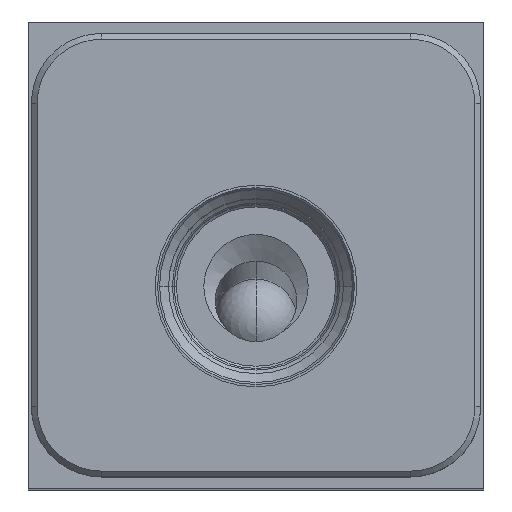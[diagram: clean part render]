
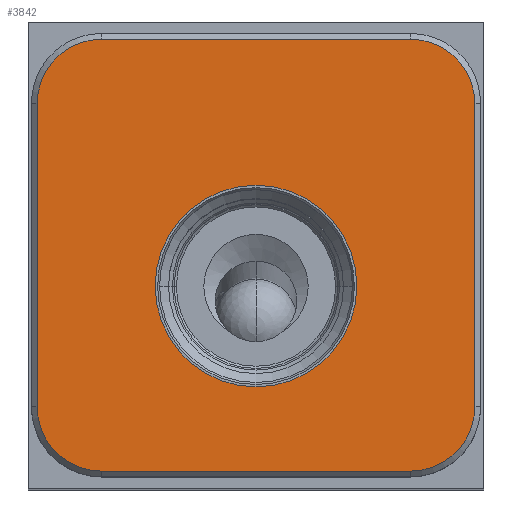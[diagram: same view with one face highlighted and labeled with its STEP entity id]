
A CAD part, top view. The second image highlights one B-rep face of the part: STEP entity #3842.
In plain terms, the highlighted planar face has unit normal (0, 0, 1).
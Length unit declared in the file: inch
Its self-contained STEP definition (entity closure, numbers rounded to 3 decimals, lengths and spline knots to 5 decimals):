
#929=CARTESIAN_POINT('',(2.047,-2.062,4.625));
#930=DIRECTION('',(0.,0.,-1.));
#931=DIRECTION('',(1.,0.,0.));
#932=AXIS2_PLACEMENT_3D('',#929,#930,#931);
#943=CARTESIAN_POINT('',(1.219,-1.415,4.625));
#944=DIRECTION('',(0.,0.,-1.));
#945=DIRECTION('',(-1.,0.,0.));
#946=AXIS2_PLACEMENT_3D('',#943,#944,#945);
#948=CARTESIAN_POINT('',(1.219,-1.415,4.625));
#949=DIRECTION('',(0.,0.,-1.));
#950=DIRECTION('',(1.,0.,0.));
#951=AXIS2_PLACEMENT_3D('',#948,#949,#950);
#953=DIRECTION('',(-1.,0.,0.));
#954=VECTOR('',#953,1.656);
#955=CARTESIAN_POINT('',(2.047,-2.406,4.625));
#956=LINE('',#955,#954);
#973=CARTESIAN_POINT('',(0.391,-2.062,4.625));
#974=DIRECTION('',(0.,0.,-1.));
#975=DIRECTION('',(0.,-1.,0.));
#976=AXIS2_PLACEMENT_3D('',#973,#974,#975);
#991=DIRECTION('',(0.,1.,0.));
#992=VECTOR('',#991,1.625);
#993=CARTESIAN_POINT('',(0.047,-2.062,4.625));
#994=LINE('',#993,#992);
#1007=CARTESIAN_POINT('',(0.391,-0.437,4.625));
#1008=DIRECTION('',(0.,0.,-1.));
#1009=DIRECTION('',(-1.,0.,0.));
#1010=AXIS2_PLACEMENT_3D('',#1007,#1008,#1009);
#1021=DIRECTION('',(1.,0.,0.));
#1022=VECTOR('',#1021,1.656);
#1023=CARTESIAN_POINT('',(0.391,-0.093,4.625));
#1024=LINE('',#1023,#1022);
#1041=CARTESIAN_POINT('',(2.047,-0.437,4.625));
#1042=DIRECTION('',(0.,0.,-1.));
#1043=DIRECTION('',(0.,1.,0.));
#1044=AXIS2_PLACEMENT_3D('',#1041,#1042,#1043);
#1055=DIRECTION('',(0.,-1.,0.));
#1056=VECTOR('',#1055,1.625);
#1057=CARTESIAN_POINT('',(2.391,-0.437,4.625));
#1058=LINE('',#1057,#1056);
#2770=CARTESIAN_POINT('',(0.047,-2.062,4.625));
#2771=CARTESIAN_POINT('',(0.047,-0.437,4.625));
#2772=VERTEX_POINT('',#2770);
#2773=VERTEX_POINT('',#2771);
#2778=CARTESIAN_POINT('',(0.391,-0.093,4.625));
#2779=VERTEX_POINT('',#2778);
#2782=CARTESIAN_POINT('',(2.047,-0.093,4.625));
#2783=VERTEX_POINT('',#2782);
#2786=CARTESIAN_POINT('',(2.391,-0.437,4.625));
#2787=VERTEX_POINT('',#2786);
#2790=CARTESIAN_POINT('',(2.391,-2.062,4.625));
#2791=VERTEX_POINT('',#2790);
#2794=CARTESIAN_POINT('',(2.047,-2.406,4.625));
#2795=VERTEX_POINT('',#2794);
#2798=CARTESIAN_POINT('',(0.391,-2.406,4.625));
#2799=VERTEX_POINT('',#2798);
#2842=CARTESIAN_POINT('',(0.679,-1.415,4.625));
#2843=CARTESIAN_POINT('',(1.759,-1.415,4.625));
#2844=VERTEX_POINT('',#2842);
#2845=VERTEX_POINT('',#2843);
#3814=CARTESIAN_POINT('',(0.,0.,4.625));
#3815=DIRECTION('',(0.,0.,1.));
#3816=DIRECTION('',(1.,0.,0.));
#3817=AXIS2_PLACEMENT_3D('',#3814,#3815,#3816);
#3818=PLANE('',#3817);
#3819=ORIENTED_EDGE('',*,*,#3804,.T.);
#3821=ORIENTED_EDGE('',*,*,#3820,.T.);
#3823=ORIENTED_EDGE('',*,*,#3822,.T.);
#3825=ORIENTED_EDGE('',*,*,#3824,.T.);
#3827=ORIENTED_EDGE('',*,*,#3826,.T.);
#3829=ORIENTED_EDGE('',*,*,#3828,.T.);
#3831=ORIENTED_EDGE('',*,*,#3830,.T.);
#3833=ORIENTED_EDGE('',*,*,#3832,.T.);
#3834=EDGE_LOOP('',(#3819,#3821,#3823,#3825,#3827,#3829,#3831,#3833));
#3835=FACE_OUTER_BOUND('',#3834,.F.);
#3837=ORIENTED_EDGE('',*,*,#3836,.F.);
#3839=ORIENTED_EDGE('',*,*,#3838,.F.);
#3840=EDGE_LOOP('',(#3837,#3839));
#3841=FACE_BOUND('',#3840,.F.);
#3842=ADVANCED_FACE('',(#3835,#3841),#3818,.T.);
#933=CIRCLE('',#932,0.344);
#947=CIRCLE('',#946,0.54);
#952=CIRCLE('',#951,0.54);
#977=CIRCLE('',#976,0.344);
#1011=CIRCLE('',#1010,0.344);
#1045=CIRCLE('',#1044,0.344);
#3804=EDGE_CURVE('',#2791,#2795,#933,.T.);
#3820=EDGE_CURVE('',#2795,#2799,#956,.T.);
#3822=EDGE_CURVE('',#2799,#2772,#977,.T.);
#3824=EDGE_CURVE('',#2772,#2773,#994,.T.);
#3826=EDGE_CURVE('',#2773,#2779,#1011,.T.);
#3828=EDGE_CURVE('',#2779,#2783,#1024,.T.);
#3830=EDGE_CURVE('',#2783,#2787,#1045,.T.);
#3832=EDGE_CURVE('',#2787,#2791,#1058,.T.);
#3836=EDGE_CURVE('',#2844,#2845,#947,.T.);
#3838=EDGE_CURVE('',#2845,#2844,#952,.T.);
